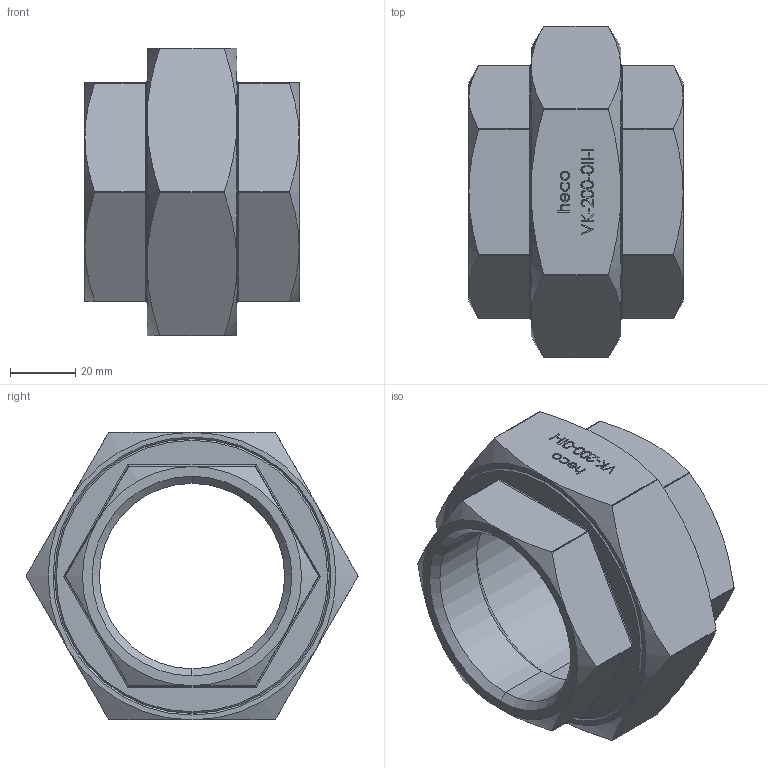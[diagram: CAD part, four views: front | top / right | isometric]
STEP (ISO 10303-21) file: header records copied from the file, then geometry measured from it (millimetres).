
FILE_DESCRIPTION (( 'STEP AP214' ), '1' );
FILE_NAME ('heco_VK-200-0II-I.STEP', '2016-09-23T08:21:15', ( '' ), ( '' ), 'SwSTEP 2.0', 'SolidWorks 2016', '' );
FILE_SCHEMA (( 'AUTOMOTIVE_DESIGN' ));
Length unit declared in the file: millimetre
Products named in the file (1): heco_VK-200-0II-I
Bounding box: 65.5 x 101.52 x 88.05 mm (x, y, z)
Volume: 150592.6 mm3; surface area: 36980.2 mm2
Topology: 1 solids, 1 shells, 296 faces, 739 edges, 460 vertices
Faces by surface type: plane 108, bspline 80, cylinder 72, cone 36
Entity records: 14745 total; most frequent: CARTESIAN_POINT 6984, ORIENTED_EDGE 1454, DIRECTION 915, EDGE_CURVE 727, VERTEX_POINT 460, LINE 365, VECTOR 365, EDGE_LOOP 325
